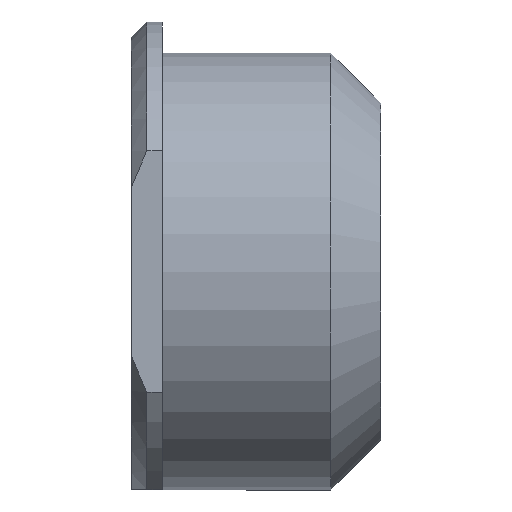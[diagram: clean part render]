
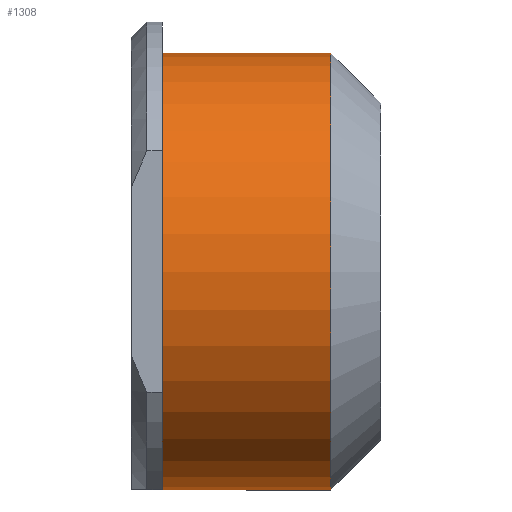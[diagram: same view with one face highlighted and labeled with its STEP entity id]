
A CAD part, left-side view. The second image highlights one B-rep face of the part: STEP entity #1308.
In plain terms, the highlighted cylindrical face has radius 35 mm (diameter 70 mm), a partial arc.
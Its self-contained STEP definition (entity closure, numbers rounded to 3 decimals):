
#8 = AXIS2_PLACEMENT_3D ( 'NONE', #1517, #452, #1082 ) ;
#43 = VERTEX_POINT ( 'NONE', #486 ) ;
#82 = CARTESIAN_POINT ( 'NONE',  ( 0., 42.5, -35. ) ) ;
#83 = AXIS2_PLACEMENT_3D ( 'NONE', #1140, #616, #360 ) ;
#129 = ORIENTED_EDGE ( 'NONE', *, *, #599, .F. ) ;
#242 = CYLINDRICAL_SURFACE ( 'NONE', #1580, 35. ) ;
#311 = EDGE_CURVE ( 'NONE', #763, #43, #558, .T. ) ;
#360 = DIRECTION ( 'NONE',  ( 0., 0., 1. ) ) ;
#366 = CARTESIAN_POINT ( 'NONE',  ( 0., 42.5, 0. ) ) ;
#436 = VERTEX_POINT ( 'NONE', #1665 ) ;
#452 = DIRECTION ( 'NONE',  ( 0., 1., 0. ) ) ;
#486 = CARTESIAN_POINT ( 'NONE',  ( -35., 42.5, 0. ) ) ;
#494 = ORIENTED_EDGE ( 'NONE', *, *, #1587, .T. ) ;
#520 = VERTEX_POINT ( 'NONE', #1551 ) ;
#558 = CIRCLE ( 'NONE', #8, 35. ) ;
#599 = EDGE_CURVE ( 'NONE', #436, #763, #757, .T. ) ;
#616 = DIRECTION ( 'NONE',  ( 0., 1., 0. ) ) ;
#676 = VECTOR ( 'NONE', #1630, 1000. ) ;
#734 = DIRECTION ( 'NONE',  ( 0., 0., 1. ) ) ;
#757 = LINE ( 'NONE', #1566, #1423 ) ;
#763 = VERTEX_POINT ( 'NONE', #82 ) ;
#767 = CARTESIAN_POINT ( 'NONE',  ( 0., 14.5, 0. ) ) ;
#794 = CARTESIAN_POINT ( 'NONE',  ( 0., 42.5, 35. ) ) ;
#920 = CIRCLE ( 'NONE', #1159, 35. ) ;
#963 = FACE_OUTER_BOUND ( 'NONE', #1037, .T. ) ;
#1037 = EDGE_LOOP ( 'NONE', ( #129, #1647, #494, #1641, #1123 ) ) ;
#1082 = DIRECTION ( 'NONE',  ( 0., 0., 1. ) ) ;
#1123 = ORIENTED_EDGE ( 'NONE', *, *, #311, .F. ) ;
#1140 = CARTESIAN_POINT ( 'NONE',  ( 0., 15.5, 0. ) ) ;
#1156 = EDGE_CURVE ( 'NONE', #436, #520, #1304, .T. ) ;
#1159 = AXIS2_PLACEMENT_3D ( 'NONE', #366, #1424, #734 ) ;
#1167 = DIRECTION ( 'NONE',  ( 0., 1., 0. ) ) ;
#1220 = LINE ( 'NONE', #1353, #676 ) ;
#1234 = EDGE_CURVE ( 'NONE', #43, #1410, #920, .T. ) ;
#1304 = CIRCLE ( 'NONE', #83, 35. ) ;
#1308 = ADVANCED_FACE ( 'NONE', ( #963 ), #242, .T. ) ;
#1353 = CARTESIAN_POINT ( 'NONE',  ( 0., 14.5, 35. ) ) ;
#1410 = VERTEX_POINT ( 'NONE', #794 ) ;
#1423 = VECTOR ( 'NONE', #1702, 1000. ) ;
#1424 = DIRECTION ( 'NONE',  ( 0., 1., 0. ) ) ;
#1442 = DIRECTION ( 'NONE',  ( 0., 0., 1. ) ) ;
#1517 = CARTESIAN_POINT ( 'NONE',  ( 0., 42.5, 0. ) ) ;
#1551 = CARTESIAN_POINT ( 'NONE',  ( 0., 15.5, 35. ) ) ;
#1566 = CARTESIAN_POINT ( 'NONE',  ( 0., 14.5, -35. ) ) ;
#1580 = AXIS2_PLACEMENT_3D ( 'NONE', #767, #1167, #1442 ) ;
#1587 = EDGE_CURVE ( 'NONE', #520, #1410, #1220, .T. ) ;
#1630 = DIRECTION ( 'NONE',  ( 0., 1., 0. ) ) ;
#1641 = ORIENTED_EDGE ( 'NONE', *, *, #1234, .F. ) ;
#1647 = ORIENTED_EDGE ( 'NONE', *, *, #1156, .T. ) ;
#1665 = CARTESIAN_POINT ( 'NONE',  ( 0., 15.5, -35. ) ) ;
#1702 = DIRECTION ( 'NONE',  ( 0., 1., 0. ) ) ;
